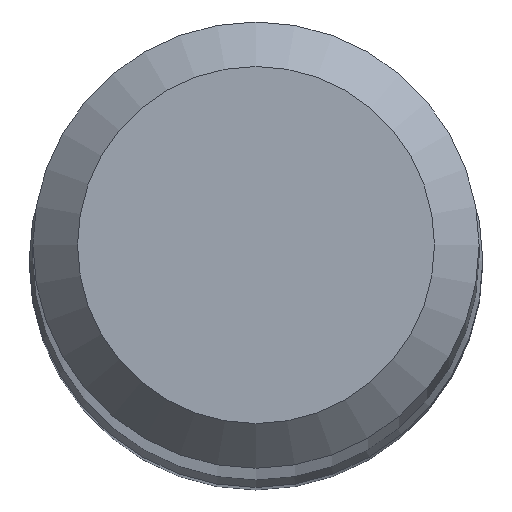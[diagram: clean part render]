
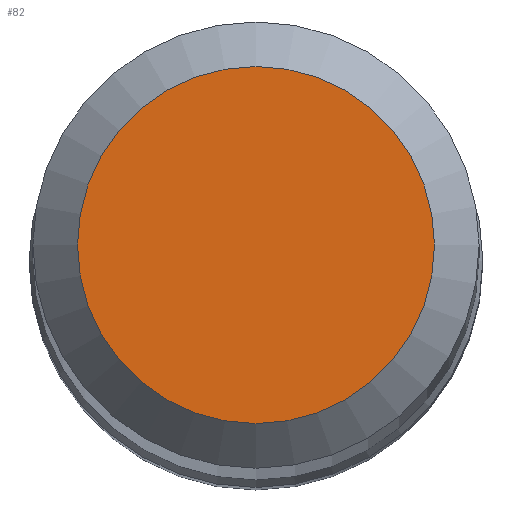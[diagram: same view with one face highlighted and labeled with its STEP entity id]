
A CAD part, top view. The second image highlights one B-rep face of the part: STEP entity #82.
In plain terms, the highlighted planar face has unit normal (0, 0, 1).
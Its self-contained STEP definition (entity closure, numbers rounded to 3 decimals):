
#28 = AXIS2_PLACEMENT_3D ( 'NONE', #205, #112, #244 ) ;
#36 = CIRCLE ( 'NONE', #28, 1.2 ) ;
#39 = DIRECTION ( 'NONE',  ( 0., 1., 0. ) ) ;
#42 = AXIS2_PLACEMENT_3D ( 'NONE', #85, #157, #39 ) ;
#69 = EDGE_CURVE ( 'NONE', #170, #170, #36, .T. ) ;
#82 = ADVANCED_FACE ( 'NONE', ( #293 ), #201, .F. ) ;
#85 = CARTESIAN_POINT ( 'NONE',  ( 0., 0., 70. ) ) ;
#112 = DIRECTION ( 'NONE',  ( 0., 0., -1. ) ) ;
#157 = DIRECTION ( 'NONE',  ( 0., 0., -1. ) ) ;
#170 = VERTEX_POINT ( 'NONE', #217 ) ;
#179 = EDGE_LOOP ( 'NONE', ( #275 ) ) ;
#201 = PLANE ( 'NONE',  #42 ) ;
#205 = CARTESIAN_POINT ( 'NONE',  ( 0., 0., 70. ) ) ;
#217 = CARTESIAN_POINT ( 'NONE',  ( 0., 1.2, 70. ) ) ;
#244 = DIRECTION ( 'NONE',  ( 0., 1., 0. ) ) ;
#275 = ORIENTED_EDGE ( 'NONE', *, *, #69, .F. ) ;
#293 = FACE_OUTER_BOUND ( 'NONE', #179, .T. ) ;
